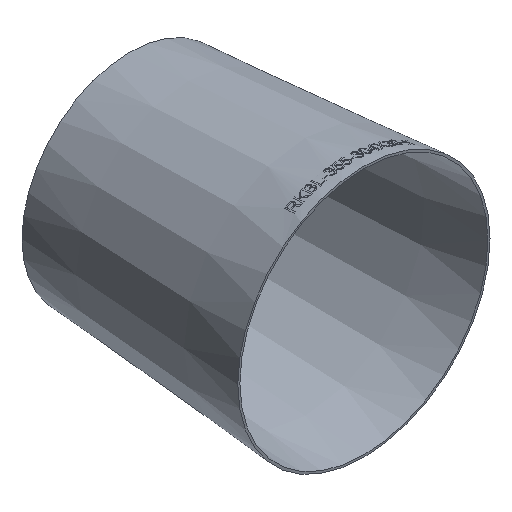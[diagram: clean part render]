
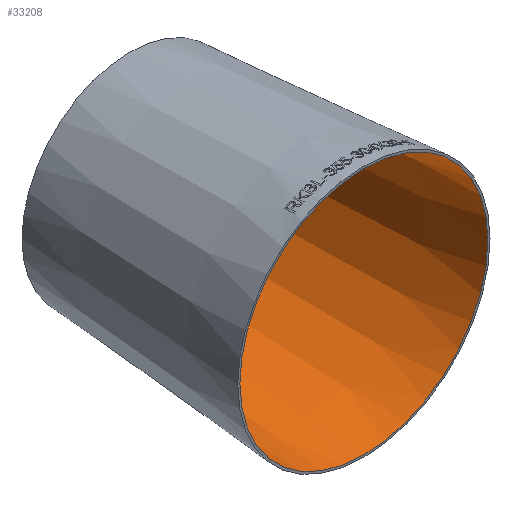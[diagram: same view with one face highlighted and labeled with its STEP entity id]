
A CAD part, isometric view. The second image highlights one B-rep face of the part: STEP entity #33208.
In plain terms, the highlighted conical face has half-angle 4.47 degrees and reference radius 174.791 mm.
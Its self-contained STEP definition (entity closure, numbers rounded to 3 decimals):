
#506 = CIRCLE ( 'NONE', #8651, 148.991 ) ;
#4492 = EDGE_LOOP ( 'NONE', ( #11712 ) ) ;
#4857 = VERTEX_POINT ( 'NONE', #11656 ) ;
#5314 = DIRECTION ( 'NONE',  ( 0., 0., -1. ) ) ;
#7307 = CIRCLE ( 'NONE', #31160, 174.791 ) ;
#7948 = DIRECTION ( 'NONE',  ( 0., -1., 0. ) ) ;
#8498 = DIRECTION ( 'NONE',  ( 0., -1., 0. ) ) ;
#8651 = AXIS2_PLACEMENT_3D ( 'NONE', #40941, #8498, #5314 ) ;
#10600 = DIRECTION ( 'NONE',  ( 0., 0., -1. ) ) ;
#11140 = FACE_BOUND ( 'NONE', #4492, .T. ) ;
#11656 = CARTESIAN_POINT ( 'NONE',  ( 0., 330., -148.991 ) ) ;
#11712 = ORIENTED_EDGE ( 'NONE', *, *, #35513, .F. ) ;
#13707 = FACE_OUTER_BOUND ( 'NONE', #18550, .T. ) ;
#13803 = DIRECTION ( 'NONE',  ( 0., -1., 0. ) ) ;
#18550 = EDGE_LOOP ( 'NONE', ( #27281 ) ) ;
#20530 = DIRECTION ( 'NONE',  ( 0., 0., -1. ) ) ;
#22905 = AXIS2_PLACEMENT_3D ( 'NONE', #30776, #7948, #20530 ) ;
#24483 = CARTESIAN_POINT ( 'NONE',  ( 0., 0., -174.791 ) ) ;
#25994 = CARTESIAN_POINT ( 'NONE',  ( 0., 0., 0. ) ) ;
#27281 = ORIENTED_EDGE ( 'NONE', *, *, #40473, .T. ) ;
#30776 = CARTESIAN_POINT ( 'NONE',  ( 0., 0., 0. ) ) ;
#31160 = AXIS2_PLACEMENT_3D ( 'NONE', #25994, #13803, #10600 ) ;
#33208 = ADVANCED_FACE ( 'NONE', ( #11140, #13707 ), #38580, .F. ) ;
#34286 = VERTEX_POINT ( 'NONE', #24483 ) ;
#35513 = EDGE_CURVE ( 'NONE', #4857, #4857, #506, .T. ) ;
#38580 = CONICAL_SURFACE ( 'NONE', #22905, 174.791, 0.078 ) ;
#40473 = EDGE_CURVE ( 'NONE', #34286, #34286, #7307, .T. ) ;
#40941 = CARTESIAN_POINT ( 'NONE',  ( 0., 330., 0. ) ) ;
